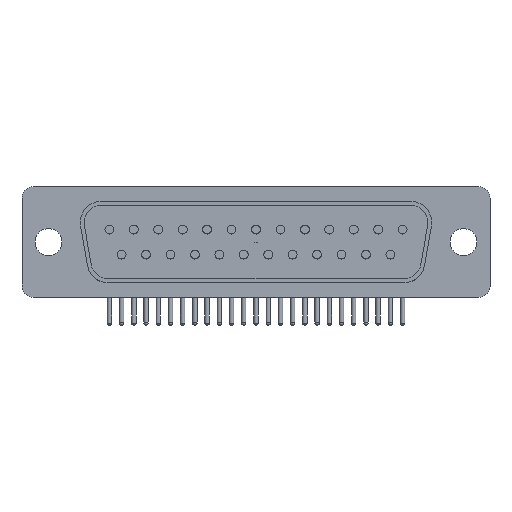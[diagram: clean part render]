
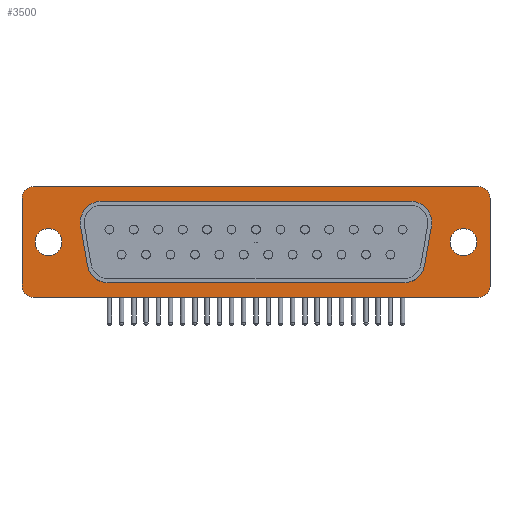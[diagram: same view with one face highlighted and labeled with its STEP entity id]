
A CAD part, top view. The second image highlights one B-rep face of the part: STEP entity #3500.
In plain terms, the highlighted planar face has unit normal (0, 0, 1).
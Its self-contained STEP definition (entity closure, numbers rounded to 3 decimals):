
#3402=EDGE_CURVE('',#4226,#6658,#9538,.T.);
#3500=ADVANCED_FACE('',(#9645,#9646,#9647,#9648),#9649,.T.);
#3940=EDGE_CURVE('',#5926,#7792,#10134,.T.);
#3980=EDGE_CURVE('',#8820,#8184,#10181,.T.);
#4074=EDGE_CURVE('',#8480,#5926,#10286,.T.);
#4090=VERTEX_POINT('',#10306);
#4174=EDGE_CURVE('',#6600,#4316,#10399,.T.);
#4226=VERTEX_POINT('',#10453);
#4316=VERTEX_POINT('',#10576);
#4456=EDGE_CURVE('',#8184,#4580,#10731,.T.);
#4518=VERTEX_POINT('',#10801);
#4580=VERTEX_POINT('',#10866);
#4664=EDGE_CURVE('',#7238,#4226,#10956,.T.);
#5272=EDGE_CURVE('',#4580,#7086,#11631,.T.);
#5746=VERTEX_POINT('',#12166);
#5774=VERTEX_POINT('',#12195);
#5846=VERTEX_POINT('',#12274);
#5926=VERTEX_POINT('',#12362);
#5968=EDGE_CURVE('',#5774,#4518,#12410,.T.);
#6398=EDGE_CURVE('',#7844,#8820,#12890,.T.);
#6600=VERTEX_POINT('',#13131);
#6648=EDGE_CURVE('',#4316,#5846,#13184,.T.);
#6658=VERTEX_POINT('',#13195);
#6882=VERTEX_POINT('',#13440);
#6890=EDGE_CURVE('',#7792,#7490,#13448,.T.);
#6948=EDGE_CURVE('',#6658,#7844,#13512,.T.);
#6990=VERTEX_POINT('',#13558);
#7086=VERTEX_POINT('',#13660);
#7166=EDGE_CURVE('',#6990,#6882,#13746,.T.);
#7238=VERTEX_POINT('',#13827);
#7410=EDGE_CURVE('',#7490,#4090,#14019,.T.);
#7490=VERTEX_POINT('',#14108);
#7538=EDGE_CURVE('',#5746,#8480,#14158,.T.);
#7792=VERTEX_POINT('',#14442);
#7844=VERTEX_POINT('',#14496);
#7902=EDGE_CURVE('',#5846,#5746,#14560,.T.);
#8008=EDGE_CURVE('',#7086,#7238,#14677,.T.);
#8104=VERTEX_POINT('',#14784);
#8184=VERTEX_POINT('',#14874);
#8316=EDGE_CURVE('',#4090,#8104,#15019,.T.);
#8480=VERTEX_POINT('',#15201);
#8622=EDGE_CURVE('',#8104,#6600,#15359,.T.);
#8820=VERTEX_POINT('',#15583);
#9054=EDGE_CURVE('',#4518,#5774,#15833,.T.);
#9102=EDGE_CURVE('',#6882,#6990,#15886,.T.);
#9538=LINE('',#16514,#16515);
#9645=FACE_BOUND('',#16666,.T.);
#9646=FACE_BOUND('',#16667,.T.);
#9647=FACE_BOUND('',#16668,.T.);
#9648=FACE_OUTER_BOUND('',#16669,.T.);
#9649=PLANE('',#16670);
#10134=LINE('',#17374,#17375);
#10181=CIRCLE('',#17434,1.3);
#10286=CIRCLE('',#17592,2.4);
#10306=CARTESIAN_POINT('',(-17.52,4.62,0.0));
#10399=CIRCLE('',#17767,2.4);
#10453=CARTESIAN_POINT('',(-26.525,-4.975,0.0));
#10576=CARTESIAN_POINT('',(19.884,1.803,0.0));
#10731=LINE('',#18225,#18226);
#10801=CARTESIAN_POINT('',(21.995,0.,0.0));
#10866=CARTESIAN_POINT('',(26.525,-4.975,0.0));
#10956=CIRCLE('',#18590,1.3);
#11631=CIRCLE('',#19575,1.3);
#12166=CARTESIAN_POINT('',(16.737,-4.62,0.0));
#12195=CARTESIAN_POINT('',(25.045,0.,0.0));
#12274=CARTESIAN_POINT('',(19.101,-2.637,0.0));
#12362=CARTESIAN_POINT('',(-19.101,-2.637,0.0));
#12410=CIRCLE('',#20729,1.525);
#12890=LINE('',#21428,#21429);
#13131=CARTESIAN_POINT('',(19.92,2.22,0.0));
#13184=LINE('',#21844,#21845);
#13195=CARTESIAN_POINT('',(-26.525,4.975,0.0));
#13440=CARTESIAN_POINT('',(-25.045,0.,0.0));
#13448=CIRCLE('',#22237,2.4);
#13512=CIRCLE('',#22332,1.3);
#13558=CARTESIAN_POINT('',(-21.995,0.,0.0));
#13660=CARTESIAN_POINT('',(25.225,-6.275,0.0));
#13746=CIRCLE('',#22692,1.525);
#13827=CARTESIAN_POINT('',(-25.225,-6.275,0.0));
#14019=CIRCLE('',#23082,2.4);
#14108=CARTESIAN_POINT('',(-19.92,2.22,0.0));
#14158=LINE('',#23284,#23285);
#14442=CARTESIAN_POINT('',(-19.884,1.803,0.0));
#14496=CARTESIAN_POINT('',(-25.225,6.275,0.0));
#14560=CIRCLE('',#23874,2.4);
#14677=LINE('',#24053,#24054);
#14784=CARTESIAN_POINT('',(17.52,4.62,0.0));
#14874=CARTESIAN_POINT('',(26.525,4.975,0.0));
#15019=LINE('',#24522,#24523);
#15201=CARTESIAN_POINT('',(-16.737,-4.62,0.0));
#15359=CIRCLE('',#25002,2.4);
#15583=CARTESIAN_POINT('',(25.225,6.275,0.0));
#15833=CIRCLE('',#25683,1.525);
#15886=CIRCLE('',#25781,1.525);
#16514=CARTESIAN_POINT('',(-26.525,4.975,0.0));
#16515=VECTOR('',#26248,1.0);
#16666=EDGE_LOOP('',(#26364,#26365));
#16667=EDGE_LOOP('',(#26366,#26367));
#16668=EDGE_LOOP('',(#26368,#26369,#26370,#26371,#26372,#26373,#26374,#26375,#26376,#26377));
#16669=EDGE_LOOP('',(#26378,#26379,#26380,#26381,#26382,#26383,#26384,#26385));
#16670=AXIS2_PLACEMENT_3D('',#26386,#26387,#26388);
#17374=CARTESIAN_POINT('',(-19.038,-2.991,0.));
#17375=VECTOR('',#26940,1.0);
#17434=AXIS2_PLACEMENT_3D('',#27008,#27009,#27010);
#17592=AXIS2_PLACEMENT_3D('',#27139,#27140,#27141);
#17767=AXIS2_PLACEMENT_3D('',#27284,#27285,#27286);
#18225=CARTESIAN_POINT('',(26.525,-4.975,0.0));
#18226=VECTOR('',#27693,1.0);
#18590=AXIS2_PLACEMENT_3D('',#27925,#27926,#27927);
#19575=AXIS2_PLACEMENT_3D('',#28773,#28774,#28775);
#20729=AXIS2_PLACEMENT_3D('',#29783,#29784,#29785);
#21428=CARTESIAN_POINT('',(25.225,6.275,0.0));
#21429=VECTOR('',#30371,1.0);
#21844=CARTESIAN_POINT('',(19.43,-0.771,0.));
#21845=VECTOR('',#30715,1.0);
#22237=AXIS2_PLACEMENT_3D('',#30994,#30995,#30996);
#22332=AXIS2_PLACEMENT_3D('',#31077,#31078,#31079);
#22692=AXIS2_PLACEMENT_3D('',#31318,#31319,#31320);
#23082=AXIS2_PLACEMENT_3D('',#31665,#31666,#31667);
#23284=CARTESIAN_POINT('',(8.369,-4.62,0.0));
#23285=VECTOR('',#31817,1.0);
#23874=AXIS2_PLACEMENT_3D('',#32308,#32309,#32310);
#24053=CARTESIAN_POINT('',(-25.225,-6.275,0.0));
#24054=VECTOR('',#32457,1.0);
#24522=CARTESIAN_POINT('',(-8.76,4.62,0.0));
#24523=VECTOR('',#32912,1.0);
#25002=AXIS2_PLACEMENT_3D('',#33335,#33336,#33337);
#25683=AXIS2_PLACEMENT_3D('',#33868,#33869,#33870);
#25781=AXIS2_PLACEMENT_3D('',#33939,#33940,#33941);
#26248=DIRECTION('',(0.0,1.0,0.0));
#26364=ORIENTED_EDGE('',*,*,#9054,.T.);
#26365=ORIENTED_EDGE('',*,*,#5968,.T.);
#26366=ORIENTED_EDGE('',*,*,#9102,.T.);
#26367=ORIENTED_EDGE('',*,*,#7166,.T.);
#26368=ORIENTED_EDGE('',*,*,#4074,.T.);
#26369=ORIENTED_EDGE('',*,*,#3940,.T.);
#26370=ORIENTED_EDGE('',*,*,#6890,.T.);
#26371=ORIENTED_EDGE('',*,*,#7410,.T.);
#26372=ORIENTED_EDGE('',*,*,#8316,.T.);
#26373=ORIENTED_EDGE('',*,*,#8622,.T.);
#26374=ORIENTED_EDGE('',*,*,#4174,.T.);
#26375=ORIENTED_EDGE('',*,*,#6648,.T.);
#26376=ORIENTED_EDGE('',*,*,#7902,.T.);
#26377=ORIENTED_EDGE('',*,*,#7538,.T.);
#26378=ORIENTED_EDGE('',*,*,#4664,.F.);
#26379=ORIENTED_EDGE('',*,*,#8008,.F.);
#26380=ORIENTED_EDGE('',*,*,#5272,.F.);
#26381=ORIENTED_EDGE('',*,*,#4456,.F.);
#26382=ORIENTED_EDGE('',*,*,#3980,.F.);
#26383=ORIENTED_EDGE('',*,*,#6398,.F.);
#26384=ORIENTED_EDGE('',*,*,#6948,.F.);
#26385=ORIENTED_EDGE('',*,*,#3402,.F.);
#26386=CARTESIAN_POINT('',(0.,0.,0.0));
#26387=DIRECTION('',(0.0,0.0,1.0));
#26388=DIRECTION('',(1.0,0.0,0.0));
#26940=DIRECTION('',(-0.174,0.985,0.0));
#27008=CARTESIAN_POINT('',(25.225,4.975,0.0));
#27009=DIRECTION('',(0.0,0.0,-1.0));
#27010=DIRECTION('',(1.0,0.0,0.0));
#27139=CARTESIAN_POINT('',(-16.737,-2.22,0.0));
#27140=DIRECTION('',(0.0,0.0,-1.0));
#27141=DIRECTION('',(1.0,0.0,0.0));
#27284=CARTESIAN_POINT('',(17.52,2.22,0.0));
#27285=DIRECTION('',(0.0,0.0,-1.0));
#27286=DIRECTION('',(1.0,0.0,0.0));
#27693=DIRECTION('',(-0.0,-1.0,-0.0));
#27925=CARTESIAN_POINT('',(-25.225,-4.975,0.0));
#27926=DIRECTION('',(0.0,0.0,-1.0));
#27927=DIRECTION('',(1.0,0.0,0.0));
#28773=CARTESIAN_POINT('',(25.225,-4.975,0.0));
#28774=DIRECTION('',(0.0,0.0,-1.0));
#28775=DIRECTION('',(1.0,0.0,0.0));
#29783=CARTESIAN_POINT('',(23.52,0.0,0.0));
#29784=DIRECTION('',(0.0,0.0,-1.0));
#29785=DIRECTION('',(1.0,0.0,0.0));
#30371=DIRECTION('',(1.0,0.,0.0));
#30715=DIRECTION('',(-0.174,-0.985,0.0));
#30994=CARTESIAN_POINT('',(-17.52,2.22,0.0));
#30995=DIRECTION('',(0.0,0.0,-1.0));
#30996=DIRECTION('',(1.0,0.0,0.0));
#31077=CARTESIAN_POINT('',(-25.225,4.975,0.0));
#31078=DIRECTION('',(0.0,0.0,-1.0));
#31079=DIRECTION('',(1.0,0.0,0.0));
#31318=CARTESIAN_POINT('',(-23.52,0.0,0.0));
#31319=DIRECTION('',(0.0,0.0,-1.0));
#31320=DIRECTION('',(1.0,0.0,0.0));
#31665=CARTESIAN_POINT('',(-17.52,2.22,0.0));
#31666=DIRECTION('',(0.0,0.0,-1.0));
#31667=DIRECTION('',(1.0,0.0,0.0));
#31817=DIRECTION('',(-1.0,0.0,0.0));
#32308=CARTESIAN_POINT('',(16.737,-2.22,0.0));
#32309=DIRECTION('',(0.0,0.0,-1.0));
#32310=DIRECTION('',(1.0,0.0,0.0));
#32457=DIRECTION('',(-1.0,-0.0,-0.0));
#32912=DIRECTION('',(1.0,0.0,0.0));
#33335=CARTESIAN_POINT('',(17.52,2.22,0.0));
#33336=DIRECTION('',(0.0,0.0,-1.0));
#33337=DIRECTION('',(1.0,0.0,0.0));
#33868=CARTESIAN_POINT('',(23.52,0.0,0.0));
#33869=DIRECTION('',(0.0,0.0,-1.0));
#33870=DIRECTION('',(1.0,0.0,0.0));
#33939=CARTESIAN_POINT('',(-23.52,0.0,0.0));
#33940=DIRECTION('',(0.0,0.0,-1.0));
#33941=DIRECTION('',(1.0,0.0,0.0));
